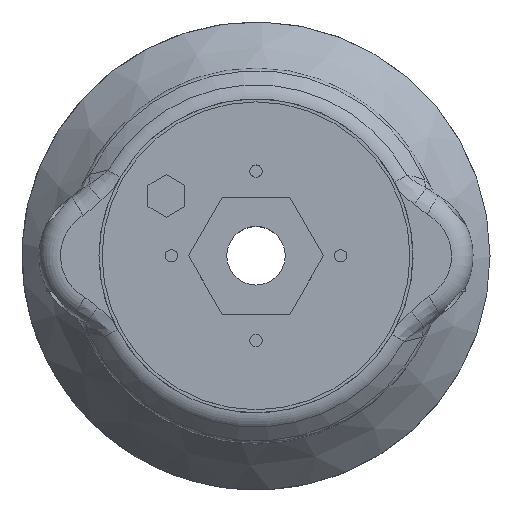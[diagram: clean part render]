
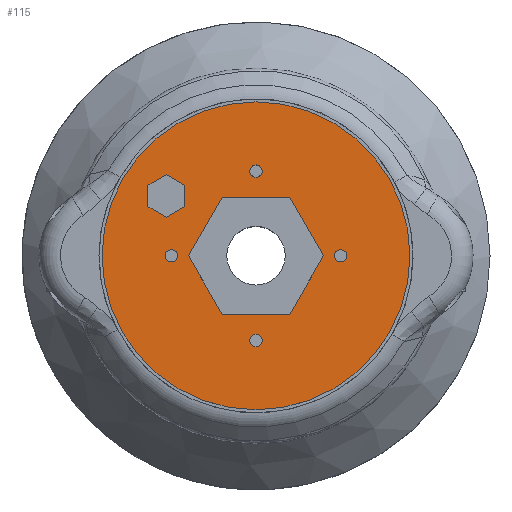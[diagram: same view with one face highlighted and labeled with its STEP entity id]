
A CAD part, top view. The second image highlights one B-rep face of the part: STEP entity #115.
In plain terms, the highlighted planar face has unit normal (0, 0, 1).
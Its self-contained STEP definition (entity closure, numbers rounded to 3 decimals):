
#115 = ADVANCED_FACE( '', ( #268, #269, #270, #271, #272, #273, #274 ), #275, .F. );
#268 = FACE_BOUND( '', #962, .T. );
#269 = FACE_BOUND( '', #963, .T. );
#270 = FACE_BOUND( '', #964, .T. );
#271 = FACE_BOUND( '', #965, .T. );
#272 = FACE_BOUND( '', #966, .T. );
#273 = FACE_OUTER_BOUND( '', #967, .T. );
#274 = FACE_BOUND( '', #968, .T. );
#275 = PLANE( '', #969 );
#962 = EDGE_LOOP( '', ( #2349, #2350, #2351, #2352, #2353, #2354 ) );
#963 = EDGE_LOOP( '', ( #2355 ) );
#964 = EDGE_LOOP( '', ( #2356 ) );
#965 = EDGE_LOOP( '', ( #2357 ) );
#966 = EDGE_LOOP( '', ( #2358 ) );
#967 = EDGE_LOOP( '', ( #2359 ) );
#968 = EDGE_LOOP( '', ( #2360, #2361, #2362, #2363, #2364, #2365 ) );
#969 = AXIS2_PLACEMENT_3D( '', #2366, #2367, #2368 );
#2349 = ORIENTED_EDGE( '', *, *, #2932, .F. );
#2350 = ORIENTED_EDGE( '', *, *, #2933, .F. );
#2351 = ORIENTED_EDGE( '', *, *, #2934, .F. );
#2352 = ORIENTED_EDGE( '', *, *, #2935, .F. );
#2353 = ORIENTED_EDGE( '', *, *, #2936, .F. );
#2354 = ORIENTED_EDGE( '', *, *, #2937, .F. );
#2355 = ORIENTED_EDGE( '', *, *, #2920, .T. );
#2356 = ORIENTED_EDGE( '', *, *, #2919, .T. );
#2357 = ORIENTED_EDGE( '', *, *, #2922, .T. );
#2358 = ORIENTED_EDGE( '', *, *, #2924, .T. );
#2359 = ORIENTED_EDGE( '', *, *, #2938, .F. );
#2360 = ORIENTED_EDGE( '', *, *, #2939, .F. );
#2361 = ORIENTED_EDGE( '', *, *, #2940, .F. );
#2362 = ORIENTED_EDGE( '', *, *, #2941, .F. );
#2363 = ORIENTED_EDGE( '', *, *, #2927, .F. );
#2364 = ORIENTED_EDGE( '', *, *, #2931, .F. );
#2365 = ORIENTED_EDGE( '', *, *, #2942, .F. );
#2366 = CARTESIAN_POINT( '', ( 0., -22.5, 35.4 ) );
#2367 = DIRECTION( '', ( 0., 0., -1. ) );
#2368 = DIRECTION( '', ( -1., 0., 0. ) );
#2919 = EDGE_CURVE( '', #3255, #3255, #3256, .T. );
#2920 = EDGE_CURVE( '', #3257, #3257, #3258, .T. );
#2922 = EDGE_CURVE( '', #3261, #3261, #3262, .T. );
#2924 = EDGE_CURVE( '', #3265, #3265, #3266, .T. );
#2927 = EDGE_CURVE( '', #3270, #3272, #3273, .T. );
#2931 = EDGE_CURVE( '', #3277, #3270, #3279, .T. );
#2932 = EDGE_CURVE( '', #3280, #3281, #3282, .T. );
#2933 = EDGE_CURVE( '', #3283, #3280, #3284, .T. );
#2934 = EDGE_CURVE( '', #3285, #3283, #3286, .T. );
#2935 = EDGE_CURVE( '', #3287, #3285, #3288, .T. );
#2936 = EDGE_CURVE( '', #3289, #3287, #3290, .T. );
#2937 = EDGE_CURVE( '', #3281, #3289, #3291, .T. );
#2938 = EDGE_CURVE( '', #3292, #3292, #3293, .T. );
#2939 = EDGE_CURVE( '', #3294, #3295, #3296, .T. );
#2940 = EDGE_CURVE( '', #3297, #3294, #3298, .T. );
#2941 = EDGE_CURVE( '', #3272, #3297, #3299, .T. );
#2942 = EDGE_CURVE( '', #3295, #3277, #3300, .T. );
#3255 = VERTEX_POINT( '', #4015 );
#3256 = CIRCLE( '', #4016, 2. );
#3257 = VERTEX_POINT( '', #4017 );
#3258 = CIRCLE( '', #4018, 2. );
#3261 = VERTEX_POINT( '', #4021 );
#3262 = CIRCLE( '', #4022, 2. );
#3265 = VERTEX_POINT( '', #4025 );
#3266 = CIRCLE( '', #4026, 2. );
#3270 = VERTEX_POINT( '', #4031 );
#3272 = VERTEX_POINT( '', #4034 );
#3273 = LINE( '', #4035, #4036 );
#3277 = VERTEX_POINT( '', #4042 );
#3279 = LINE( '', #4045, #4046 );
#3280 = VERTEX_POINT( '', #4047 );
#3281 = VERTEX_POINT( '', #4048 );
#3282 = LINE( '', #4049, #4050 );
#3283 = VERTEX_POINT( '', #4051 );
#3284 = LINE( '', #4052, #4053 );
#3285 = VERTEX_POINT( '', #4054 );
#3286 = LINE( '', #4055, #4056 );
#3287 = VERTEX_POINT( '', #4057 );
#3288 = LINE( '', #4058, #4059 );
#3289 = VERTEX_POINT( '', #4060 );
#3290 = LINE( '', #4061, #4062 );
#3291 = LINE( '', #4063, #4064 );
#3292 = VERTEX_POINT( '', #4065 );
#3293 = CIRCLE( '', #4066, 50. );
#3294 = VERTEX_POINT( '', #4067 );
#3295 = VERTEX_POINT( '', #4068 );
#3296 = LINE( '', #4069, #4070 );
#3297 = VERTEX_POINT( '', #4071 );
#3298 = LINE( '', #4072, #4073 );
#3299 = LINE( '', #4074, #4075 );
#3300 = LINE( '', #4076, #4077 );
#4015 = CARTESIAN_POINT( '', ( 0., -29.5, 35.4 ) );
#4016 = AXIS2_PLACEMENT_3D( '', #4960, #4961, #4962 );
#4017 = CARTESIAN_POINT( '', ( 0., 25.5, 35.4 ) );
#4018 = AXIS2_PLACEMENT_3D( '', #4963, #4964, #4965 );
#4021 = CARTESIAN_POINT( '', ( -27.5, -2., 35.4 ) );
#4022 = AXIS2_PLACEMENT_3D( '', #4969, #4970, #4971 );
#4025 = CARTESIAN_POINT( '', ( 27.5, -2., 35.4 ) );
#4026 = AXIS2_PLACEMENT_3D( '', #4975, #4976, #4977 );
#4031 = CARTESIAN_POINT( '', ( -10.97, -19., 35.4 ) );
#4034 = CARTESIAN_POINT( '', ( 10.97, -19., 35.4 ) );
#4035 = CARTESIAN_POINT( '', ( -10.97, -19., 35.4 ) );
#4036 = VECTOR( '', #4980, 1000. );
#4042 = CARTESIAN_POINT( '', ( -21.939, 0., 35.4 ) );
#4045 = CARTESIAN_POINT( '', ( -21.939, 0., 35.4 ) );
#4046 = VECTOR( '', #4984, 1000. );
#4047 = CARTESIAN_POINT( '', ( -29.101, 12.517, 35.4 ) );
#4048 = CARTESIAN_POINT( '', ( -23.101, 15.981, 35.4 ) );
#4049 = CARTESIAN_POINT( '', ( -29.101, 12.517, 35.4 ) );
#4050 = VECTOR( '', #4985, 1000. );
#4051 = CARTESIAN_POINT( '', ( -35.101, 15.981, 35.4 ) );
#4052 = CARTESIAN_POINT( '', ( -35.101, 15.981, 35.4 ) );
#4053 = VECTOR( '', #4986, 1000. );
#4054 = CARTESIAN_POINT( '', ( -35.101, 22.909, 35.4 ) );
#4055 = CARTESIAN_POINT( '', ( -35.101, 22.909, 35.4 ) );
#4056 = VECTOR( '', #4987, 1000. );
#4057 = CARTESIAN_POINT( '', ( -29.101, 26.373, 35.4 ) );
#4058 = CARTESIAN_POINT( '', ( -29.101, 26.373, 35.4 ) );
#4059 = VECTOR( '', #4988, 1000. );
#4060 = CARTESIAN_POINT( '', ( -23.101, 22.909, 35.4 ) );
#4061 = CARTESIAN_POINT( '', ( -23.101, 22.909, 35.4 ) );
#4062 = VECTOR( '', #4989, 1000. );
#4063 = CARTESIAN_POINT( '', ( -23.101, 15.981, 35.4 ) );
#4064 = VECTOR( '', #4990, 1000. );
#4065 = CARTESIAN_POINT( '', ( -50., 0., 35.4 ) );
#4066 = AXIS2_PLACEMENT_3D( '', #4991, #4992, #4993 );
#4067 = CARTESIAN_POINT( '', ( 10.97, 19., 35.4 ) );
#4068 = CARTESIAN_POINT( '', ( -10.97, 19., 35.4 ) );
#4069 = CARTESIAN_POINT( '', ( 10.97, 19., 35.4 ) );
#4070 = VECTOR( '', #4994, 1000. );
#4071 = CARTESIAN_POINT( '', ( 21.939, 0., 35.4 ) );
#4072 = CARTESIAN_POINT( '', ( 21.939, 0., 35.4 ) );
#4073 = VECTOR( '', #4995, 1000. );
#4074 = CARTESIAN_POINT( '', ( 10.97, -19., 35.4 ) );
#4075 = VECTOR( '', #4996, 1000. );
#4076 = CARTESIAN_POINT( '', ( -10.97, 19., 35.4 ) );
#4077 = VECTOR( '', #4997, 1000. );
#4960 = CARTESIAN_POINT( '', ( 0., -27.5, 35.4 ) );
#4961 = DIRECTION( '', ( 0., 0., -1. ) );
#4962 = DIRECTION( '', ( 0., -1., 0. ) );
#4963 = CARTESIAN_POINT( '', ( 0., 27.5, 35.4 ) );
#4964 = DIRECTION( '', ( 0., 0., -1. ) );
#4965 = DIRECTION( '', ( 0., -1., 0. ) );
#4969 = CARTESIAN_POINT( '', ( -27.5, 0., 35.4 ) );
#4970 = DIRECTION( '', ( 0., 0., -1. ) );
#4971 = DIRECTION( '', ( 0., -1., 0. ) );
#4975 = CARTESIAN_POINT( '', ( 27.5, 0., 35.4 ) );
#4976 = DIRECTION( '', ( 0., 0., -1. ) );
#4977 = DIRECTION( '', ( 0., -1., 0. ) );
#4980 = DIRECTION( '', ( 1., 0., 0. ) );
#4984 = DIRECTION( '', ( 0.5, -0.866, 0. ) );
#4985 = DIRECTION( '', ( 0.866, 0.5, 0. ) );
#4986 = DIRECTION( '', ( 0.866, -0.5, 0. ) );
#4987 = DIRECTION( '', ( 0., -1., 0. ) );
#4988 = DIRECTION( '', ( -0.866, -0.5, 0. ) );
#4989 = DIRECTION( '', ( -0.866, 0.5, 0. ) );
#4990 = DIRECTION( '', ( 0., 1., 0. ) );
#4991 = CARTESIAN_POINT( '', ( 0., 0., 35.4 ) );
#4992 = DIRECTION( '', ( 0., 0., -1. ) );
#4993 = DIRECTION( '', ( -1., 0., 0. ) );
#4994 = DIRECTION( '', ( -1., 0., 0. ) );
#4995 = DIRECTION( '', ( -0.5, 0.866, 0. ) );
#4996 = DIRECTION( '', ( 0.5, 0.866, 0. ) );
#4997 = DIRECTION( '', ( -0.5, -0.866, 0. ) );
